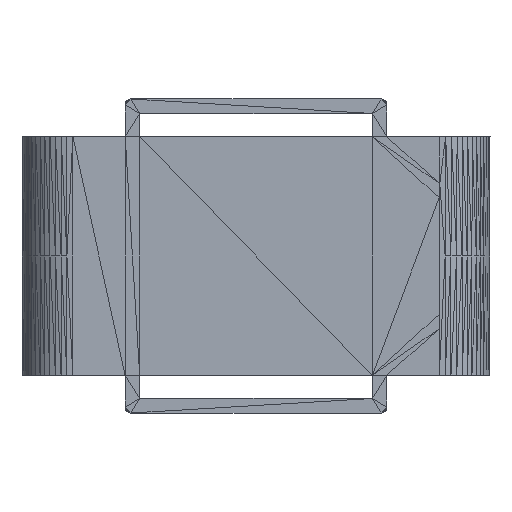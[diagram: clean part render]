
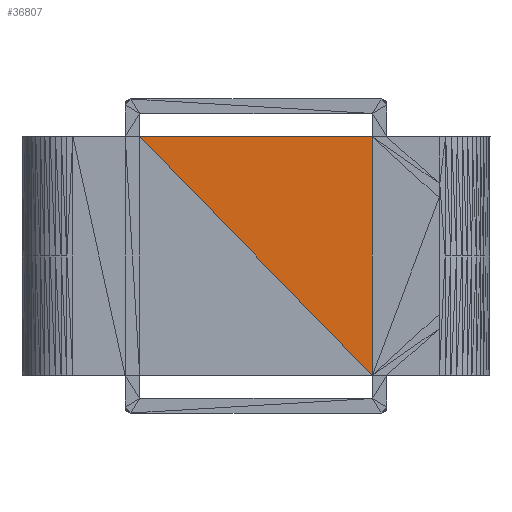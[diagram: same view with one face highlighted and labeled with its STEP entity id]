
A CAD part, front view. The second image highlights one B-rep face of the part: STEP entity #36807.
In plain terms, the highlighted planar face has unit normal (0, -1, 0).
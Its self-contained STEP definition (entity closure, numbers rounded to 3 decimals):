
#465=FACE_OUTER_BOUND('',#3771,.T.);
#3771=EDGE_LOOP('',(#24483,#24484,#24485));
#7528=LINE('',#56358,#12487);
#7529=LINE('',#56359,#12488);
#7530=LINE('',#56360,#12489);
#12487=VECTOR('',#44788,10.);
#12488=VECTOR('',#44789,10.);
#12489=VECTOR('',#44790,10.);
#16722=VERTEX_POINT('',#55231);
#16975=VERTEX_POINT('',#56281);
#16993=VERTEX_POINT('',#56357);
#19075=EDGE_CURVE('',#16722,#16993,#7528,.T.);
#19076=EDGE_CURVE('',#16975,#16993,#7529,.T.);
#19077=EDGE_CURVE('',#16975,#16722,#7530,.T.);
#24483=ORIENTED_EDGE('',*,*,#19075,.T.);
#24484=ORIENTED_EDGE('',*,*,#19076,.F.);
#24485=ORIENTED_EDGE('',*,*,#19077,.T.);
#33501=PLANE('',#40127);
#36807=ADVANCED_FACE('',(#465),#33501,.T.);
#40127=AXIS2_PLACEMENT_3D('',#56356,#44786,#44787);
#44786=DIRECTION('center_axis',(0.,-1.,0.));
#44787=DIRECTION('ref_axis',(0.,0.,-1.));
#44788=DIRECTION('',(0.,0.,1.));
#44789=DIRECTION('',(1.,0.,0.));
#44790=DIRECTION('',(0.698,0.,-0.716));
#55231=CARTESIAN_POINT('',(113.864,0.75,-20.62));
#56281=CARTESIAN_POINT('',(73.864,0.75,20.38));
#56356=CARTESIAN_POINT('Origin',(73.864,0.75,20.38));
#56357=CARTESIAN_POINT('',(113.864,0.75,20.38));
#56358=CARTESIAN_POINT('',(113.864,0.75,-20.62));
#56359=CARTESIAN_POINT('',(73.864,0.75,20.38));
#56360=CARTESIAN_POINT('',(73.864,0.75,20.38));
